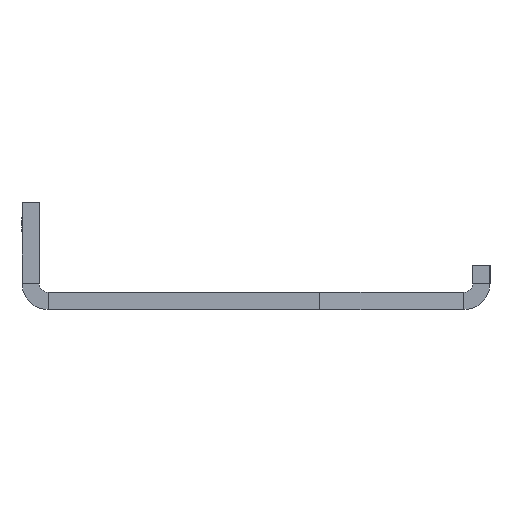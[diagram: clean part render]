
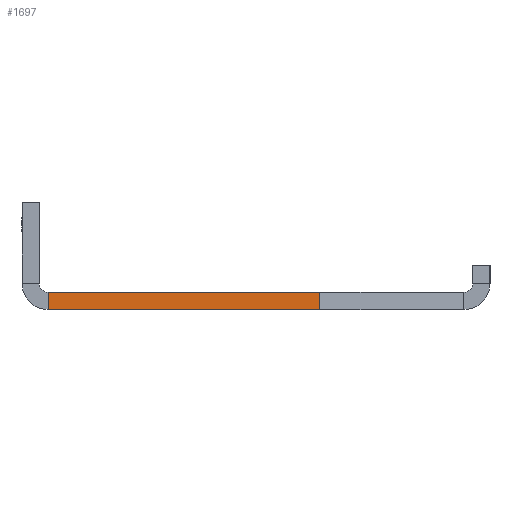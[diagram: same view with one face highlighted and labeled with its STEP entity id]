
A CAD part, left-side view. The second image highlights one B-rep face of the part: STEP entity #1697.
In plain terms, the highlighted planar face has unit normal (-1, 0, 0).
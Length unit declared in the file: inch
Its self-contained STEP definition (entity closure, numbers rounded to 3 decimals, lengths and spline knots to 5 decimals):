
#15=LINE($,#2808,#57);
#24=LINE($,#2826,#66);
#25=LINE($,#2828,#67);
#26=LINE($,#2829,#68);
#57=VECTOR($,#2363,1.885);
#66=VECTOR($,#2374,1.885);
#67=VECTOR($,#2377,0.12);
#68=VECTOR($,#2378,0.12);
#99=PLANE($,#1925);
#387=FACE_OUTER_BOUND($,#615,.T.);
#615=EDGE_LOOP($,(#1405,#1406,#1407,#1408));
#979=VERTEX_POINT($,#2805);
#980=VERTEX_POINT($,#2807);
#984=VERTEX_POINT($,#2816);
#988=VERTEX_POINT($,#2824);
#1141=EDGE_CURVE($,#979,#980,#15,.T.);
#1150=EDGE_CURVE($,#984,#988,#24,.T.);
#1151=EDGE_CURVE($,#984,#979,#25,.T.);
#1152=EDGE_CURVE($,#988,#980,#26,.T.);
#1405=ORIENTED_EDGE($,*,*,#1151,.F.);
#1406=ORIENTED_EDGE($,*,*,#1150,.T.);
#1407=ORIENTED_EDGE($,*,*,#1152,.T.);
#1408=ORIENTED_EDGE($,*,*,#1141,.F.);
#1697=ADVANCED_FACE($,(#387),#99,.T.);
#1925=AXIS2_PLACEMENT_3D($,#2827,#2375,#2376);
#2363=DIRECTION($,(0.,-1.,0.));
#2374=DIRECTION($,(0.,-1.,0.));
#2375=DIRECTION('center_axis',(-1.,0.,0.));
#2376=DIRECTION('ref_axis',(0.,-1.,0.));
#2377=DIRECTION($,(0.,0.,1.));
#2378=DIRECTION($,(0.,0.,1.));
#2805=CARTESIAN_POINT('',(-16.,1.4425,0.125));
#2807=CARTESIAN_POINT('',(-16.,-0.4425,0.125));
#2808=CARTESIAN_POINT($,(-16.,1.4425,0.125));
#2816=CARTESIAN_POINT('',(-16.,1.4425,0.005));
#2824=CARTESIAN_POINT('',(-16.,-0.4425,0.005));
#2826=CARTESIAN_POINT($,(-16.,1.4425,0.005));
#2827=CARTESIAN_POINT('Origin',(-16.,1.4425,0.125));
#2828=CARTESIAN_POINT($,(-16.,1.4425,0.125));
#2829=CARTESIAN_POINT($,(-16.,-0.4425,0.125));
